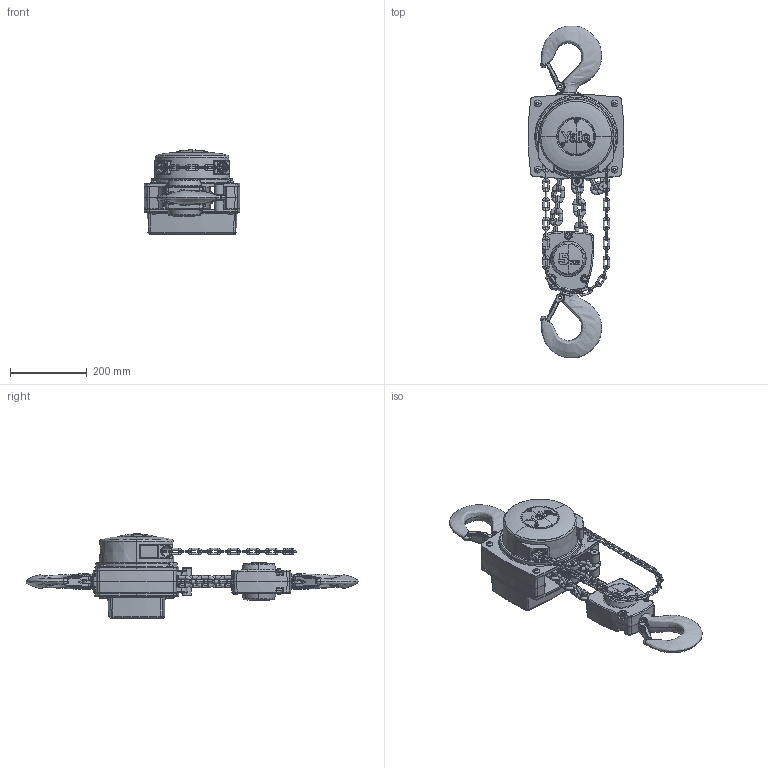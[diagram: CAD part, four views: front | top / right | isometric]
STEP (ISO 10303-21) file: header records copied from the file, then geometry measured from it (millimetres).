
FILE_DESCRIPTION (( 'STEP AP203' ), '1' );
FILE_NAME ('YL III 5,0t.STEP', '2012-11-21T06:51:02', ( '' ), ( '' ), 'SwSTEP 2.0', 'SolidWorks 2011', '' );
FILE_SCHEMA (( 'CONFIG_CONTROL_DESIGN' ));
Length unit declared in the file: millimetre
Products named in the file (1): YL III 5,0t
Bounding box: 249.19 x 863.53 x 219.25 mm (x, y, z)
Surface area: 796814.1 mm2 (no closed solid volume)
Topology: 0 solids, 159 shells, 1995 faces, 6295 edges, 4280 vertices
Faces by surface type: cylinder 597, torus 586, plane 335, bspline 277, cone 128, sphere 72
Entity records: 106218 total; most frequent: CARTESIAN_POINT 53328, DIRECTION 11499, ORIENTED_EDGE 9883, EDGE_CURVE 6198, AXIS2_PLACEMENT_3D 4893, VERTEX_POINT 4220, CIRCLE 3174, EDGE_LOOP 2235
